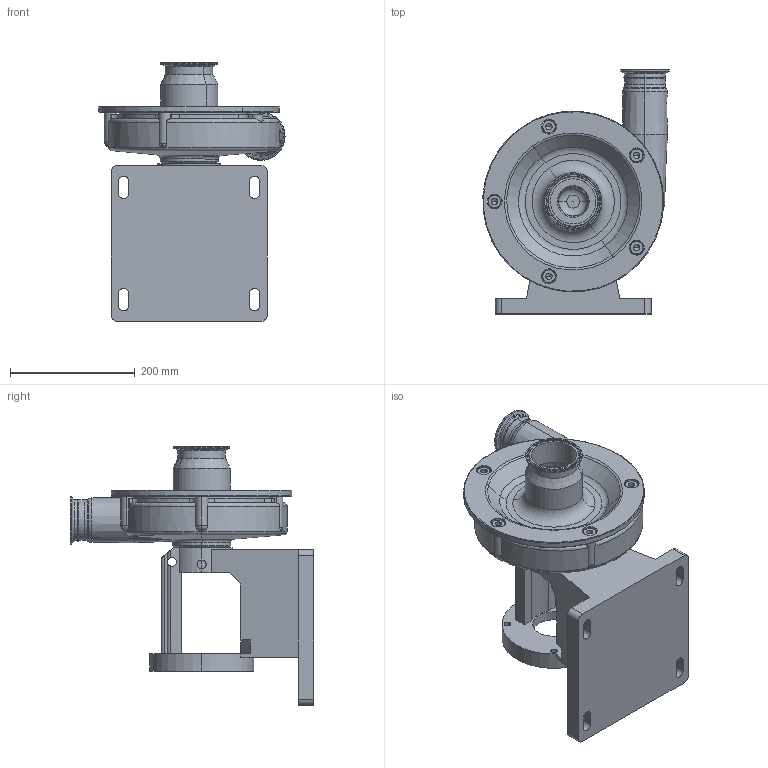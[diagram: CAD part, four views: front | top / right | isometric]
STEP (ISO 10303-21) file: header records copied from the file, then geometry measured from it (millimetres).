
FILE_DESCRIPTION (( 'STEP AP214' ), '1' );
FILE_NAME ('FP 3541 140TC VERT.STEP', '2023-02-28T20:08:30', ( '' ), ( '' ), 'SwSTEP 2.0', 'SolidWorks 2021', '' );
FILE_SCHEMA (( 'AUTOMOTIVE_DESIGN' ));
Length unit declared in the file: millimetre
Products named in the file (1): FP 3541 140TC VERT
Bounding box: 298.4 x 391 x 415 mm (x, y, z)
Volume: 6951910.8 mm3; surface area: 815851.1 mm2
Topology: 1 solids, 1 shells, 469 faces, 1209 edges, 729 vertices
Faces by surface type: cylinder 166, plane 107, cone 93, torus 77, bspline 17, sphere 9
Entity records: 17958 total; most frequent: CARTESIAN_POINT 6342, DIRECTION 2546, ORIENTED_EDGE 2366, EDGE_CURVE 1183, AXIS2_PLACEMENT_3D 1043, VERTEX_POINT 729, CIRCLE 590, EDGE_LOOP 526
